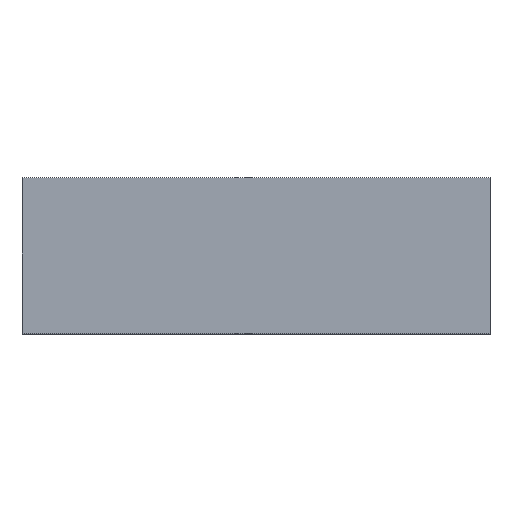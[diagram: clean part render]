
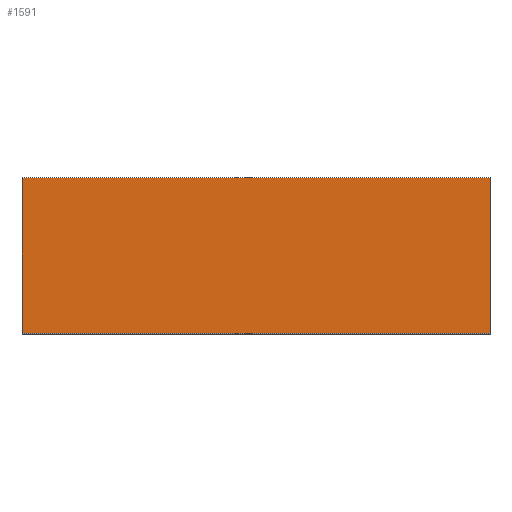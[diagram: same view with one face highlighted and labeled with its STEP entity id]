
A CAD part, top view. The second image highlights one B-rep face of the part: STEP entity #1591.
In plain terms, the highlighted planar face has unit normal (0, 0, 1).
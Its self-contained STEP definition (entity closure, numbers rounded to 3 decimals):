
#23 = ORIENTED_EDGE ( 'NONE', *, *, #1004, .F. ) ;
#46 = EDGE_CURVE ( 'NONE', #1369, #1552, #403, .T. ) ;
#119 = ORIENTED_EDGE ( 'NONE', *, *, #1148, .T. ) ;
#130 = AXIS2_PLACEMENT_3D ( 'NONE', #1189, #1307, #548 ) ;
#156 = VECTOR ( 'NONE', #303, 1000. ) ;
#176 = EDGE_CURVE ( 'NONE', #394, #1552, #1109, .T. ) ;
#293 = CARTESIAN_POINT ( 'NONE',  ( 0., 1000., 75. ) ) ;
#303 = DIRECTION ( 'NONE',  ( 1., 0., 0. ) ) ;
#306 = VECTOR ( 'NONE', #1279, 1000. ) ;
#361 = VECTOR ( 'NONE', #539, 1000. ) ;
#394 = VERTEX_POINT ( 'NONE', #293 ) ;
#403 = LINE ( 'NONE', #1422, #306 ) ;
#467 = VECTOR ( 'NONE', #847, 1000. ) ;
#539 = DIRECTION ( 'NONE',  ( 0., -1., 0. ) ) ;
#548 = DIRECTION ( 'NONE',  ( 0., -1., 0. ) ) ;
#563 = CARTESIAN_POINT ( 'NONE',  ( 0., 6., 75. ) ) ;
#588 = VERTEX_POINT ( 'NONE', #959 ) ;
#793 = FACE_OUTER_BOUND ( 'NONE', #1511, .T. ) ;
#820 = CARTESIAN_POINT ( 'NONE',  ( -3000., 1000., 75. ) ) ;
#832 = ORIENTED_EDGE ( 'NONE', *, *, #176, .F. ) ;
#847 = DIRECTION ( 'NONE',  ( 0., -1., 0. ) ) ;
#882 = CARTESIAN_POINT ( 'NONE',  ( -3000., 1000., 75. ) ) ;
#959 = CARTESIAN_POINT ( 'NONE',  ( -3000., 1000., 75. ) ) ;
#1004 = EDGE_CURVE ( 'NONE', #588, #394, #1468, .T. ) ;
#1035 = LINE ( 'NONE', #882, #361 ) ;
#1109 = LINE ( 'NONE', #1510, #467 ) ;
#1148 = EDGE_CURVE ( 'NONE', #588, #1369, #1035, .T. ) ;
#1189 = CARTESIAN_POINT ( 'NONE',  ( -3000., 1000., 75. ) ) ;
#1279 = DIRECTION ( 'NONE',  ( 1., 0., 0. ) ) ;
#1307 = DIRECTION ( 'NONE',  ( 0., 0., 1. ) ) ;
#1369 = VERTEX_POINT ( 'NONE', #1452 ) ;
#1398 = ORIENTED_EDGE ( 'NONE', *, *, #46, .T. ) ;
#1422 = CARTESIAN_POINT ( 'NONE',  ( -3000., 6., 75. ) ) ;
#1452 = CARTESIAN_POINT ( 'NONE',  ( -3000., 6., 75. ) ) ;
#1468 = LINE ( 'NONE', #820, #156 ) ;
#1510 = CARTESIAN_POINT ( 'NONE',  ( 0., 1000., 75. ) ) ;
#1511 = EDGE_LOOP ( 'NONE', ( #832, #23, #119, #1398 ) ) ;
#1552 = VERTEX_POINT ( 'NONE', #563 ) ;
#1591 = ADVANCED_FACE ( 'NONE', ( #793 ), #1599, .T. ) ;
#1599 = PLANE ( 'NONE',  #130 ) ;
